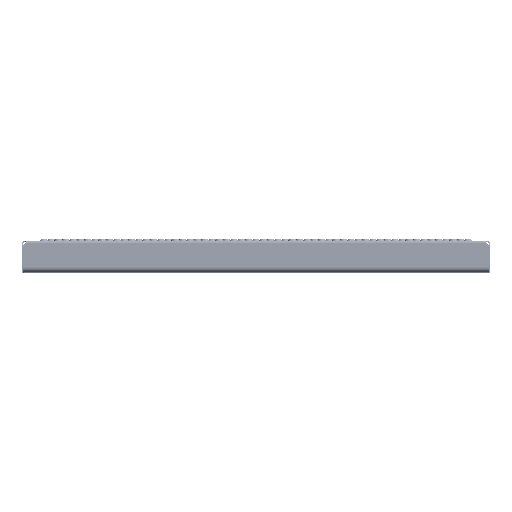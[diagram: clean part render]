
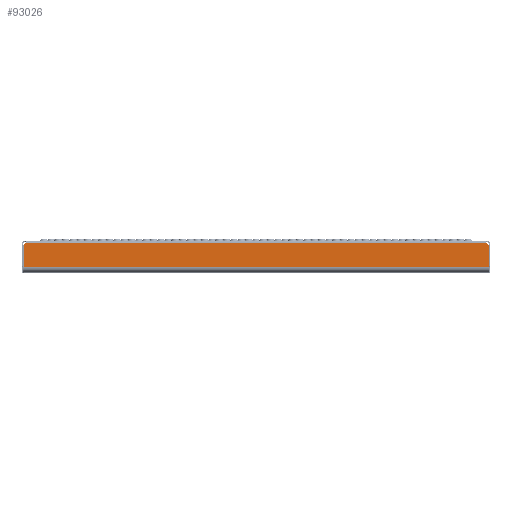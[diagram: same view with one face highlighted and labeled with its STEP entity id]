
A CAD part, top view. The second image highlights one B-rep face of the part: STEP entity #93026.
In plain terms, the highlighted planar face has unit normal (0, 0, 1).
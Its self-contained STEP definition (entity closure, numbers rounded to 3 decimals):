
#2040 = VERTEX_POINT ( 'NONE', #204116 ) ;
#6299 = ORIENTED_EDGE ( 'NONE', *, *, #184996, .T. ) ;
#14938 = DIRECTION ( 'NONE',  ( 0., -1., 0. ) ) ;
#16318 = ORIENTED_EDGE ( 'NONE', *, *, #127967, .F. ) ;
#20292 = LINE ( 'NONE', #149229, #117875 ) ;
#21905 = EDGE_CURVE ( 'NONE', #46192, #135127, #102498, .T. ) ;
#29531 = CARTESIAN_POINT ( 'NONE',  ( -396.49, -44.505, 112.5 ) ) ;
#30618 = VERTEX_POINT ( 'NONE', #63956 ) ;
#32113 = EDGE_LOOP ( 'NONE', ( #177549, #184650, #58515, #16318, #172950, #6299 ) ) ;
#42182 = CIRCLE ( 'NONE', #166090, 5. ) ;
#44933 = DIRECTION ( 'NONE',  ( 0., -1., 0. ) ) ;
#46192 = VERTEX_POINT ( 'NONE', #198738 ) ;
#46350 = AXIS2_PLACEMENT_3D ( 'NONE', #112431, #95677, #14938 ) ;
#47625 = CARTESIAN_POINT ( 'NONE',  ( -398.4, 219.505, 112.5 ) ) ;
#58515 = ORIENTED_EDGE ( 'NONE', *, *, #179928, .T. ) ;
#63956 = CARTESIAN_POINT ( 'NONE',  ( -396.49, -6.916, 112.5 ) ) ;
#66509 = FACE_OUTER_BOUND ( 'NONE', #32113, .T. ) ;
#73533 = DIRECTION ( 'NONE',  ( 1., 0., 0. ) ) ;
#81015 = CARTESIAN_POINT ( 'NONE',  ( -396.49, -44.505, 112.5 ) ) ;
#90426 = EDGE_CURVE ( 'NONE', #186364, #46192, #109237, .T. ) ;
#93026 = ADVANCED_FACE ( 'NONE', ( #66509 ), #148217, .T. ) ;
#93520 = DIRECTION ( 'NONE',  ( 1., 0., 0. ) ) ;
#95677 = DIRECTION ( 'NONE',  ( 0., 0., -1. ) ) ;
#102498 = LINE ( 'NONE', #166406, #173111 ) ;
#106869 = VECTOR ( 'NONE', #73533, 1000. ) ;
#109237 = LINE ( 'NONE', #29531, #202819 ) ;
#112431 = CARTESIAN_POINT ( 'NONE',  ( -398.4, -2.295, 112.5 ) ) ;
#113481 = AXIS2_PLACEMENT_3D ( 'NONE', #47625, #130424, #159797 ) ;
#116757 = DIRECTION ( 'NONE',  ( 0., -1., 0. ) ) ;
#117875 = VECTOR ( 'NONE', #116757, 1000. ) ;
#119639 = CARTESIAN_POINT ( 'NONE',  ( -398.4, -4.5, 112.5 ) ) ;
#126820 = CARTESIAN_POINT ( 'NONE',  ( 397.49, -7.211, 112.5 ) ) ;
#127657 = EDGE_CURVE ( 'NONE', #2040, #30618, #146783, .T. ) ;
#127967 = EDGE_CURVE ( 'NONE', #2040, #163952, #203433, .T. ) ;
#130424 = DIRECTION ( 'NONE',  ( 0., 0., 1. ) ) ;
#135127 = VERTEX_POINT ( 'NONE', #126820 ) ;
#146783 = CIRCLE ( 'NONE', #46350, 5. ) ;
#148217 = PLANE ( 'NONE',  #113481 ) ;
#149229 = CARTESIAN_POINT ( 'NONE',  ( -396.49, -6.916, 112.5 ) ) ;
#150351 = CARTESIAN_POINT ( 'NONE',  ( 393.913, -4.5, 112.5 ) ) ;
#159797 = DIRECTION ( 'NONE',  ( 0., -1., 0. ) ) ;
#163952 = VERTEX_POINT ( 'NONE', #150351 ) ;
#166090 = AXIS2_PLACEMENT_3D ( 'NONE', #188583, #173866, #44933 ) ;
#166406 = CARTESIAN_POINT ( 'NONE',  ( 397.49, -7.211, 112.5 ) ) ;
#172950 = ORIENTED_EDGE ( 'NONE', *, *, #127657, .T. ) ;
#173111 = VECTOR ( 'NONE', #186262, 1000. ) ;
#173866 = DIRECTION ( 'NONE',  ( 0., 0., -1. ) ) ;
#177549 = ORIENTED_EDGE ( 'NONE', *, *, #90426, .T. ) ;
#179928 = EDGE_CURVE ( 'NONE', #135127, #163952, #42182, .T. ) ;
#184650 = ORIENTED_EDGE ( 'NONE', *, *, #21905, .T. ) ;
#184996 = EDGE_CURVE ( 'NONE', #30618, #186364, #20292, .T. ) ;
#186262 = DIRECTION ( 'NONE',  ( 0., 1., 0. ) ) ;
#186364 = VERTEX_POINT ( 'NONE', #81015 ) ;
#188583 = CARTESIAN_POINT ( 'NONE',  ( 398.4, -2.295, 112.5 ) ) ;
#198738 = CARTESIAN_POINT ( 'NONE',  ( 397.49, -44.505, 112.5 ) ) ;
#202819 = VECTOR ( 'NONE', #93520, 1000. ) ;
#203433 = LINE ( 'NONE', #119639, #106869 ) ;
#204116 = CARTESIAN_POINT ( 'NONE',  ( -393.913, -4.5, 112.5 ) ) ;
